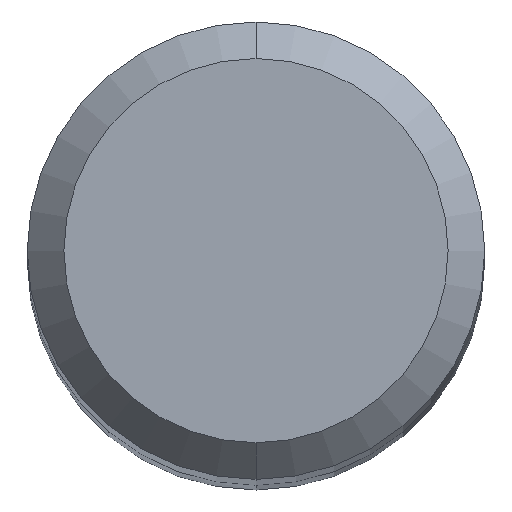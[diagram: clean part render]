
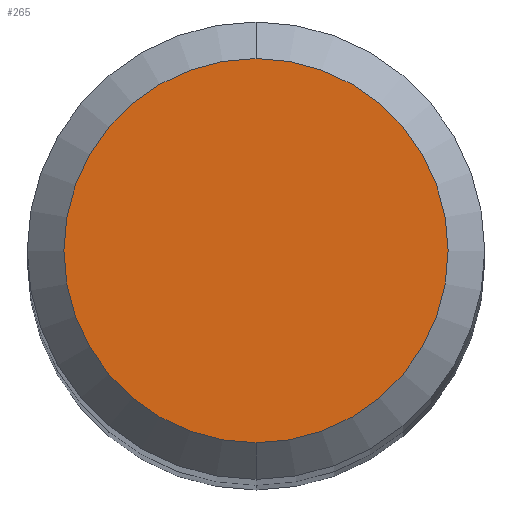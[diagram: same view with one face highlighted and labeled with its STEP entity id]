
A CAD part, top view. The second image highlights one B-rep face of the part: STEP entity #265.
In plain terms, the highlighted planar face has unit normal (0, 0, 1).
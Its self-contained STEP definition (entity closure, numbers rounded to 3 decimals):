
#183=EDGE_CURVE('',#287,#227,#445,.T.);
#227=VERTEX_POINT('',#494);
#265=ADVANCED_FACE('',(#534),#535,.T.);
#287=VERTEX_POINT('',#557);
#327=EDGE_CURVE('',#227,#287,#603,.T.);
#445=CIRCLE('',#728,2.1);
#494=CARTESIAN_POINT('',(0.,-2.1,34.0));
#534=FACE_OUTER_BOUND('',#929,.T.);
#535=PLANE('',#930);
#557=CARTESIAN_POINT('',(0.0,2.1,34.0));
#603=CIRCLE('',#1088,2.1);
#728=AXIS2_PLACEMENT_3D('',#1332,#1333,#1334);
#929=EDGE_LOOP('',(#1422,#1423));
#930=AXIS2_PLACEMENT_3D('',#1424,#1425,#1426);
#1088=AXIS2_PLACEMENT_3D('',#1494,#1495,#1496);
#1332=CARTESIAN_POINT('',(0.0,0.0,34.0));
#1333=DIRECTION('',(0.0,0.0,-1.0));
#1334=DIRECTION('',(0.0,1.0,0.0));
#1422=ORIENTED_EDGE('',*,*,#183,.F.);
#1423=ORIENTED_EDGE('',*,*,#327,.F.);
#1424=CARTESIAN_POINT('',(0.0,1.05,34.0));
#1425=DIRECTION('',(-0.0,0.0,1.0));
#1426=DIRECTION('',(0.0,-1.0,0.0));
#1494=CARTESIAN_POINT('',(0.0,0.0,34.0));
#1495=DIRECTION('',(0.0,0.0,-1.0));
#1496=DIRECTION('',(0.0,1.0,0.0));
